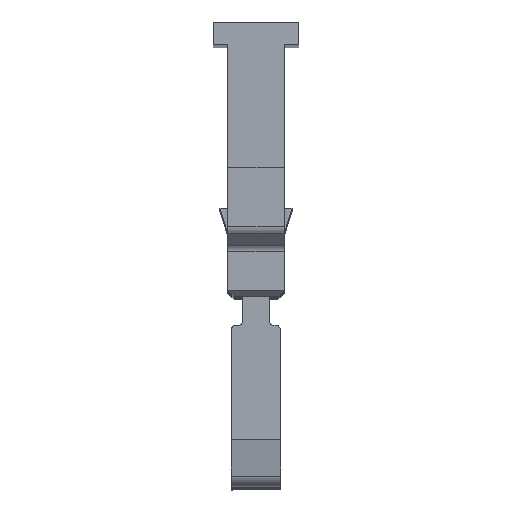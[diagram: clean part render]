
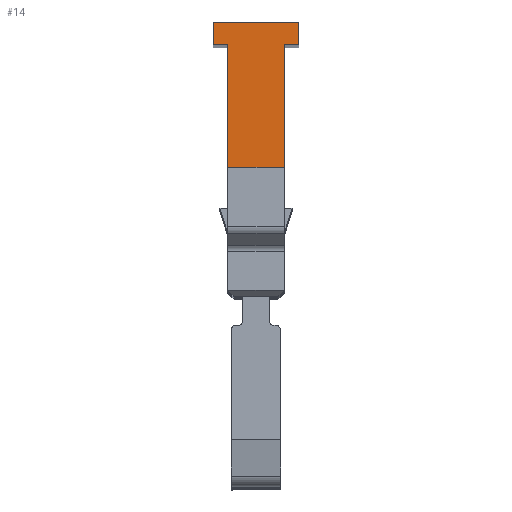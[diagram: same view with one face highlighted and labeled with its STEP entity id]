
A CAD part, top view. The second image highlights one B-rep face of the part: STEP entity #14.
In plain terms, the highlighted planar face has unit normal (0, 0, 1).
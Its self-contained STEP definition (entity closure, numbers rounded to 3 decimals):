
#14 = ADVANCED_FACE ( 'NONE', ( #1304 ), #1307, .T. ) ;
#383 = EDGE_CURVE ( 'NONE', #10488, #10583, #12113, .T. ) ;
#1117 = EDGE_CURVE ( 'NONE', #10583, #10598, #11353, .T. ) ;
#1279 = EDGE_LOOP ( 'NONE', ( #6246, #6327, #6313, #6341, #6281, #6350, #6352, #6347 ) ) ;
#1281 = DIRECTION ( 'NONE',  ( 0., 0., 1. ) ) ;
#1296 = DIRECTION ( 'NONE',  ( 1., 0., 0. ) ) ;
#1304 = FACE_OUTER_BOUND ( 'NONE', #1279, .T. ) ;
#1307 = PLANE ( 'NONE',  #7703 ) ;
#1321 = CARTESIAN_POINT ( 'NONE',  ( 86.903, 249.11, 55.407 ) ) ;
#1984 = CARTESIAN_POINT ( 'NONE',  ( 109.228, 239.51, 55.407 ) ) ;
#1985 = DIRECTION ( 'NONE',  ( 0., -1., 0. ) ) ;
#1988 = LINE ( 'NONE', #1984, #10190 ) ;
#4088 = EDGE_CURVE ( 'NONE', #10749, #10718, #5871, .T. ) ;
#4097 = EDGE_CURVE ( 'NONE', #10704, #10460, #5850, .T. ) ;
#4100 = EDGE_CURVE ( 'NONE', #10718, #10598, #5897, .T. ) ;
#4112 = EDGE_CURVE ( 'NONE', #10704, #10469, #5890, .T. ) ;
#4129 = EDGE_CURVE ( 'NONE', #10749, #10460, #5941, .T. ) ;
#4253 = EDGE_CURVE ( 'NONE', #10469, #10488, #1988, .T. ) ;
#5018 = CARTESIAN_POINT ( 'NONE',  ( 108.478, 250.31, 55.407 ) ) ;
#5033 = CARTESIAN_POINT ( 'NONE',  ( 109.228, 249.11, 55.407 ) ) ;
#5044 = CARTESIAN_POINT ( 'NONE',  ( 109.228, 242.644, 55.407 ) ) ;
#5117 = CARTESIAN_POINT ( 'NONE',  ( 112.228, 249.11, 55.407 ) ) ;
#5144 = CARTESIAN_POINT ( 'NONE',  ( 112.228, 242.644, 55.407 ) ) ;
#5232 = CARTESIAN_POINT ( 'NONE',  ( 112.978, 249.11, 55.407 ) ) ;
#5268 = CARTESIAN_POINT ( 'NONE',  ( 108.478, 249.11, 55.407 ) ) ;
#5277 = CARTESIAN_POINT ( 'NONE',  ( 112.978, 250.31, 55.407 ) ) ;
#5834 = CARTESIAN_POINT ( 'NONE',  ( 112.978, 249.11, 55.407 ) ) ;
#5842 = DIRECTION ( 'NONE',  ( 0., -1., 0. ) ) ;
#5850 = LINE ( 'NONE', #5853, #10021 ) ;
#5853 = CARTESIAN_POINT ( 'NONE',  ( 108.478, 249.11, 55.407 ) ) ;
#5855 = DIRECTION ( 'NONE',  ( 0., 1., 0. ) ) ;
#5871 = LINE ( 'NONE', #5834, #10006 ) ;
#5879 = DIRECTION ( 'NONE',  ( -1., 0., 0. ) ) ;
#5890 = LINE ( 'NONE', #5893, #10045 ) ;
#5893 = CARTESIAN_POINT ( 'NONE',  ( 86.903, 249.11, 55.407 ) ) ;
#5894 = DIRECTION ( 'NONE',  ( 1., 0., 0. ) ) ;
#5895 = CARTESIAN_POINT ( 'NONE',  ( 112.728, 249.11, 55.407 ) ) ;
#5897 = LINE ( 'NONE', #5895, #10001 ) ;
#5941 = LINE ( 'NONE', #5996, #9998 ) ;
#5992 = DIRECTION ( 'NONE',  ( -1., 0., 0. ) ) ;
#5996 = CARTESIAN_POINT ( 'NONE',  ( 86.903, 250.31, 55.407 ) ) ;
#6246 = ORIENTED_EDGE ( 'NONE', *, *, #4253, .T. ) ;
#6281 = ORIENTED_EDGE ( 'NONE', *, *, #4088, .F. ) ;
#6313 = ORIENTED_EDGE ( 'NONE', *, *, #1117, .T. ) ;
#6327 = ORIENTED_EDGE ( 'NONE', *, *, #383, .T. ) ;
#6341 = ORIENTED_EDGE ( 'NONE', *, *, #4100, .F. ) ;
#6347 = ORIENTED_EDGE ( 'NONE', *, *, #4112, .T. ) ;
#6350 = ORIENTED_EDGE ( 'NONE', *, *, #4129, .T. ) ;
#6352 = ORIENTED_EDGE ( 'NONE', *, *, #4097, .F. ) ;
#7703 = AXIS2_PLACEMENT_3D ( 'NONE', #1321, #1281, #1296 ) ;
#8018 = VECTOR ( 'NONE', #12090, 1000. ) ;
#9738 = VECTOR ( 'NONE', #11376, 1000. ) ;
#9998 = VECTOR ( 'NONE', #5992, 1000. ) ;
#10001 = VECTOR ( 'NONE', #5879, 1000. ) ;
#10006 = VECTOR ( 'NONE', #5842, 1000. ) ;
#10021 = VECTOR ( 'NONE', #5855, 1000. ) ;
#10045 = VECTOR ( 'NONE', #5894, 1000. ) ;
#10190 = VECTOR ( 'NONE', #1985, 1000. ) ;
#10460 = VERTEX_POINT ( 'NONE', #5018 ) ;
#10469 = VERTEX_POINT ( 'NONE', #5033 ) ;
#10488 = VERTEX_POINT ( 'NONE', #5044 ) ;
#10583 = VERTEX_POINT ( 'NONE', #5144 ) ;
#10598 = VERTEX_POINT ( 'NONE', #5117 ) ;
#10704 = VERTEX_POINT ( 'NONE', #5268 ) ;
#10718 = VERTEX_POINT ( 'NONE', #5232 ) ;
#10749 = VERTEX_POINT ( 'NONE', #5277 ) ;
#11353 = LINE ( 'NONE', #11358, #9738 ) ;
#11358 = CARTESIAN_POINT ( 'NONE',  ( 112.228, 249.11, 55.407 ) ) ;
#11376 = DIRECTION ( 'NONE',  ( 0., 1., 0. ) ) ;
#12090 = DIRECTION ( 'NONE',  ( 1., 0., 0. ) ) ;
#12113 = LINE ( 'NONE', #12132, #8018 ) ;
#12132 = CARTESIAN_POINT ( 'NONE',  ( 86.903, 242.644, 55.407 ) ) ;
